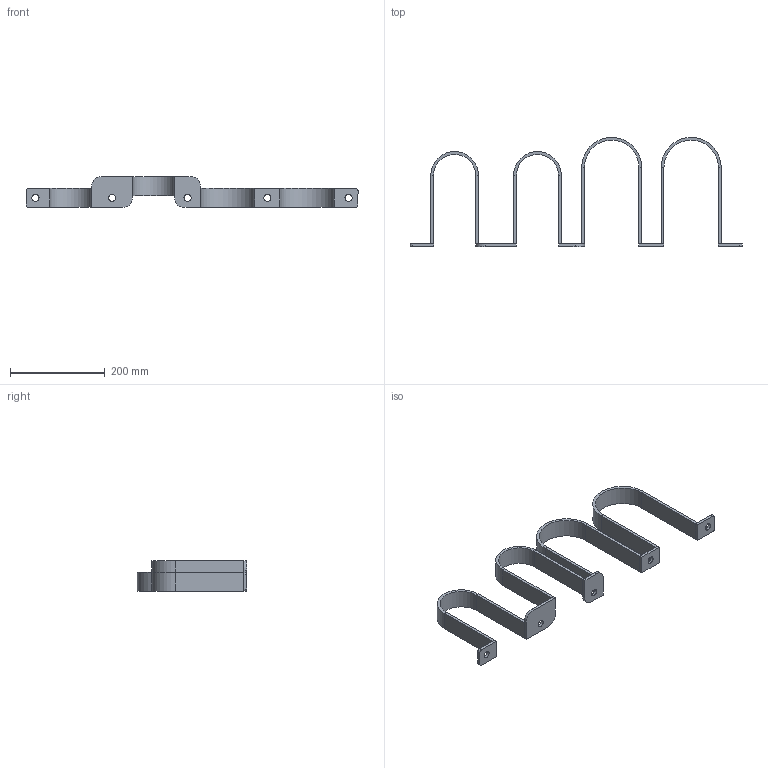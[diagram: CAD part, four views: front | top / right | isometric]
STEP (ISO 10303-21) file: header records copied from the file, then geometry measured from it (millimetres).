
FILE_DESCRIPTION (( 'STEP AP203' ), '1' );
FILE_NAME ('4229-50-20_REV_.step', '2026-01-09T02:48:13', ( '' ), ( '' ), 'SwSTEP 2.0', 'SolidWorks 2025', '' );
FILE_SCHEMA (( 'CONFIG_CONTROL_DESIGN' ));
Length unit declared in the file: millimetre
Products named in the file (7): 4229-50-20_REV_; 4229-50-20-20; 4229-50-20-15; 4229-50-20-25; 4229-50-20-30; 4229-50-20-35; 4229-50-10-10
Assembly tree (9 placements, depth 2):
  4229-50-20_REV_
    4229-50-20-20
    4229-50-20-15
    4229-50-20-30  x2
    4229-50-20-25
    4229-50-10-10  x2
    4229-50-20-35  x2
Bounding box: 702 x 231 x 65 mm (x, y, z)
Volume: 540839.8 mm3; surface area: 212715.1 mm2
Topology: 9 solids, 9 shells, 104 faces, 226 edges, 140 vertices
Faces by surface type: plane 78, cylinder 26
Entity records: 2651 total; most frequent: DIRECTION 338, CARTESIAN_POINT 316, ORIENTED_EDGE 292, EDGE_CURVE 146, AXIS2_PLACEMENT_3D 114, VECTOR 110, LINE 110, VERTEX_POINT 92
